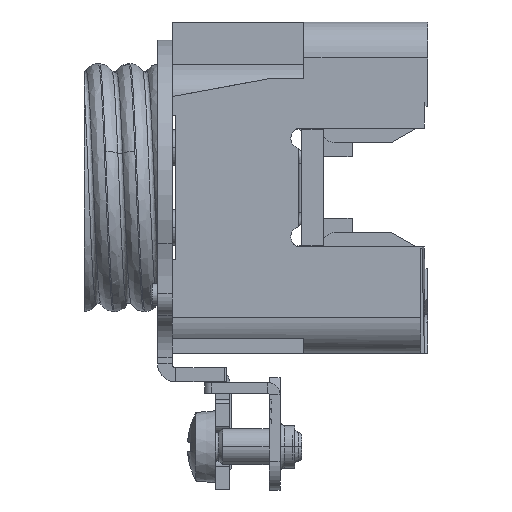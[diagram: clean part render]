
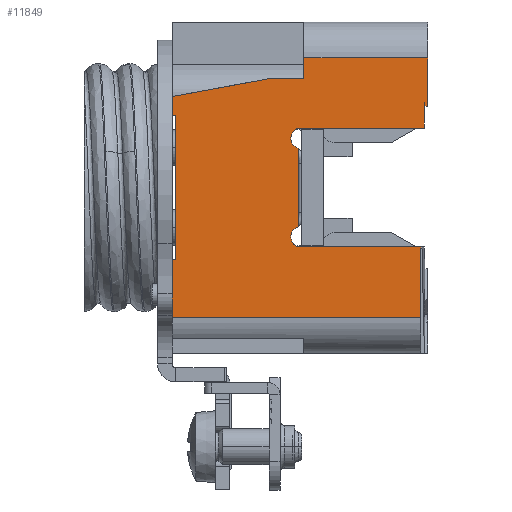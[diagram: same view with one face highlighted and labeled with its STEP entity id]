
A CAD part, left-side view. The second image highlights one B-rep face of the part: STEP entity #11849.
In plain terms, the highlighted face is planar.
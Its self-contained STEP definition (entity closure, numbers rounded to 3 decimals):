
#6866=DIRECTION('',(-1.,0.,0.));
#6867=VECTOR('',#6866,8.);
#6868=CARTESIAN_POINT('',(-10.,35.5,23.));
#6869=LINE('',#6868,#6867);
#6911=DIRECTION('',(0.,-1.,0.));
#6912=VECTOR('',#6911,34.5);
#6913=CARTESIAN_POINT('',(-18.,35.5,23.));
#6914=LINE('',#6913,#6912);
#6932=CARTESIAN_POINT('',(6.836,17.5,23.));
#6933=DIRECTION('',(0.,0.,1.));
#6934=DIRECTION('',(0.943,0.333,0.));
#6935=AXIS2_PLACEMENT_3D('',#6932,#6933,#6934);
#6940=CARTESIAN_POINT('',(-6.836,17.5,23.));
#6941=DIRECTION('',(0.,0.,1.));
#6942=DIRECTION('',(0.943,0.333,0.));
#6943=AXIS2_PLACEMENT_3D('',#6940,#6941,#6942);
#6948=DIRECTION('',(0.,-1.,0.));
#6949=VECTOR('',#6948,17.);
#6950=CARTESIAN_POINT('',(-8.25,18.,23.));
#6951=LINE('',#6950,#6949);
#6955=DIRECTION('',(-1.,0.,0.));
#6956=VECTOR('',#6955,9.75);
#6957=CARTESIAN_POINT('',(-8.25,1.,23.));
#6958=LINE('',#6957,#6956);
#6962=DIRECTION('',(0.,1.,0.));
#6963=VECTOR('',#6962,0.5);
#6964=CARTESIAN_POINT('',(10.,35.,23.));
#6965=LINE('',#6964,#6963);
#6969=DIRECTION('',(0.181,-0.983,0.));
#6970=VECTOR('',#6969,13.727);
#6971=CARTESIAN_POINT('',(12.647,35.5,23.));
#6972=LINE('',#6971,#6970);
#6976=DIRECTION('',(-1.,0.,0.));
#6977=VECTOR('',#6976,6.705);
#6978=CARTESIAN_POINT('',(18.,0.,23.));
#6979=LINE('',#6978,#6977);
#6983=DIRECTION('',(1.,-0.022,0.));
#6984=VECTOR('',#6983,3.045);
#6985=CARTESIAN_POINT('',(8.25,0.468,23.));
#6986=LINE('',#6985,#6984);
#7035=DIRECTION('',(0.,-1.,0.));
#7036=VECTOR('',#7035,0.4);
#7037=CARTESIAN_POINT('',(11.295,0.4,23.));
#7038=LINE('',#7037,#7036);
#7157=DIRECTION('',(-1.,0.,0.));
#7158=VECTOR('',#7157,2.864);
#7159=CARTESIAN_POINT('',(18.,17.2,23.));
#7160=LINE('',#7159,#7158);
#7269=DIRECTION('',(0.,1.,0.));
#7270=VECTOR('',#7269,4.8);
#7271=CARTESIAN_POINT('',(15.136,17.2,23.));
#7272=LINE('',#7271,#7270);
#7313=DIRECTION('',(-1.,0.,0.));
#7314=VECTOR('',#7313,2.647);
#7315=CARTESIAN_POINT('',(12.647,35.5,23.));
#7316=LINE('',#7315,#7314);
#7350=DIRECTION('',(-1.,0.,0.));
#7351=VECTOR('',#7350,20.);
#7352=CARTESIAN_POINT('',(10.,35.,23.));
#7353=LINE('',#7352,#7351);
#7379=DIRECTION('',(0.,1.,0.));
#7380=VECTOR('',#7379,0.5);
#7381=CARTESIAN_POINT('',(-10.,35.,23.));
#7382=LINE('',#7381,#7380);
#8225=DIRECTION('',(0.,1.,0.));
#8226=VECTOR('',#8225,17.2);
#8227=CARTESIAN_POINT('',(18.,0.,23.));
#8228=LINE('',#8227,#8226);
#8371=DIRECTION('',(0.,-1.,0.));
#8372=VECTOR('',#8371,17.532);
#8373=CARTESIAN_POINT('',(8.25,18.,23.));
#8374=LINE('',#8373,#8372);
#8970=DIRECTION('',(1.,0.,0.));
#8971=VECTOR('',#8970,10.843);
#8972=CARTESIAN_POINT('',(-5.422,18.,23.));
#8973=LINE('',#8972,#8971);
#10560=CARTESIAN_POINT('',(11.295,0.,23.));
#10561=VERTEX_POINT('',#10560);
#10562=CARTESIAN_POINT('',(18.,0.,23.));
#10563=VERTEX_POINT('',#10562);
#10616=CARTESIAN_POINT('',(-8.25,1.,23.));
#10617=VERTEX_POINT('',#10616);
#10618=CARTESIAN_POINT('',(-8.25,18.,23.));
#10619=VERTEX_POINT('',#10618);
#10657=CARTESIAN_POINT('',(8.25,0.468,23.));
#10659=VERTEX_POINT('',#10657);
#10674=CARTESIAN_POINT('',(8.25,18.,23.));
#10675=VERTEX_POINT('',#10674);
#10692=CARTESIAN_POINT('',(11.295,0.4,23.));
#10693=VERTEX_POINT('',#10692);
#10706=CARTESIAN_POINT('',(5.422,18.,23.));
#10707=VERTEX_POINT('',#10706);
#10708=CARTESIAN_POINT('',(-5.422,18.,23.));
#10709=VERTEX_POINT('',#10708);
#10710=CARTESIAN_POINT('',(-18.,1.,23.));
#10711=VERTEX_POINT('',#10710);
#10712=CARTESIAN_POINT('',(-18.,35.5,23.));
#10713=VERTEX_POINT('',#10712);
#10714=CARTESIAN_POINT('',(-10.,35.5,23.));
#10715=VERTEX_POINT('',#10714);
#10716=CARTESIAN_POINT('',(-10.,35.,23.));
#10717=VERTEX_POINT('',#10716);
#10718=CARTESIAN_POINT('',(10.,35.,23.));
#10719=VERTEX_POINT('',#10718);
#10720=CARTESIAN_POINT('',(10.,35.5,23.));
#10721=VERTEX_POINT('',#10720);
#10722=CARTESIAN_POINT('',(12.647,35.5,23.));
#10723=VERTEX_POINT('',#10722);
#10724=CARTESIAN_POINT('',(15.136,22.,23.));
#10725=VERTEX_POINT('',#10724);
#10726=CARTESIAN_POINT('',(15.136,17.2,23.));
#10727=VERTEX_POINT('',#10726);
#10728=CARTESIAN_POINT('',(18.,17.2,23.));
#10729=VERTEX_POINT('',#10728);
#11807=CARTESIAN_POINT('',(-23.,0.,23.));
#11808=DIRECTION('',(0.,0.,1.));
#11809=DIRECTION('',(1.,0.,0.));
#11810=AXIS2_PLACEMENT_3D('',#11807,#11808,#11809);
#11811=PLANE('',#11810);
#11813=ORIENTED_EDGE('',*,*,#11812,.F.);
#11815=ORIENTED_EDGE('',*,*,#11814,.F.);
#11817=ORIENTED_EDGE('',*,*,#11816,.T.);
#11819=ORIENTED_EDGE('',*,*,#11818,.F.);
#11821=ORIENTED_EDGE('',*,*,#11820,.T.);
#11822=ORIENTED_EDGE('',*,*,#11416,.T.);
#11824=ORIENTED_EDGE('',*,*,#11823,.T.);
#11825=ORIENTED_EDGE('',*,*,#11789,.F.);
#11826=ORIENTED_EDGE('',*,*,#11741,.F.);
#11828=ORIENTED_EDGE('',*,*,#11827,.F.);
#11830=ORIENTED_EDGE('',*,*,#11829,.F.);
#11832=ORIENTED_EDGE('',*,*,#11831,.T.);
#11834=ORIENTED_EDGE('',*,*,#11833,.F.);
#11836=ORIENTED_EDGE('',*,*,#11835,.T.);
#11838=ORIENTED_EDGE('',*,*,#11837,.F.);
#11840=ORIENTED_EDGE('',*,*,#11839,.F.);
#11842=ORIENTED_EDGE('',*,*,#11841,.F.);
#11844=ORIENTED_EDGE('',*,*,#11843,.T.);
#11846=ORIENTED_EDGE('',*,*,#11845,.F.);
#11847=EDGE_LOOP('',(#11813,#11815,#11817,#11819,#11821,#11822,#11824,#11825,
#11826,#11828,#11830,#11832,#11834,#11836,#11838,#11840,#11842,#11844,#11846));
#11848=FACE_OUTER_BOUND('',#11847,.F.);
#6936=CIRCLE('',#6935,1.5);
#6944=CIRCLE('',#6943,1.5);
#11416=EDGE_CURVE('',#10619,#10617,#6951,.T.);
#11741=EDGE_CURVE('',#10715,#10713,#6869,.T.);
#11789=EDGE_CURVE('',#10713,#10711,#6914,.T.);
#11812=EDGE_CURVE('',#10659,#10693,#6986,.T.);
#11814=EDGE_CURVE('',#10675,#10659,#8374,.T.);
#11816=EDGE_CURVE('',#10675,#10707,#6936,.T.);
#11818=EDGE_CURVE('',#10709,#10707,#8973,.T.);
#11820=EDGE_CURVE('',#10709,#10619,#6944,.T.);
#11823=EDGE_CURVE('',#10617,#10711,#6958,.T.);
#11827=EDGE_CURVE('',#10717,#10715,#7382,.T.);
#11829=EDGE_CURVE('',#10719,#10717,#7353,.T.);
#11831=EDGE_CURVE('',#10719,#10721,#6965,.T.);
#11833=EDGE_CURVE('',#10723,#10721,#7316,.T.);
#11835=EDGE_CURVE('',#10723,#10725,#6972,.T.);
#11837=EDGE_CURVE('',#10727,#10725,#7272,.T.);
#11839=EDGE_CURVE('',#10729,#10727,#7160,.T.);
#11841=EDGE_CURVE('',#10563,#10729,#8228,.T.);
#11843=EDGE_CURVE('',#10563,#10561,#6979,.T.);
#11845=EDGE_CURVE('',#10693,#10561,#7038,.T.);
#11849=ADVANCED_FACE('',(#11848),#11811,.T.);
